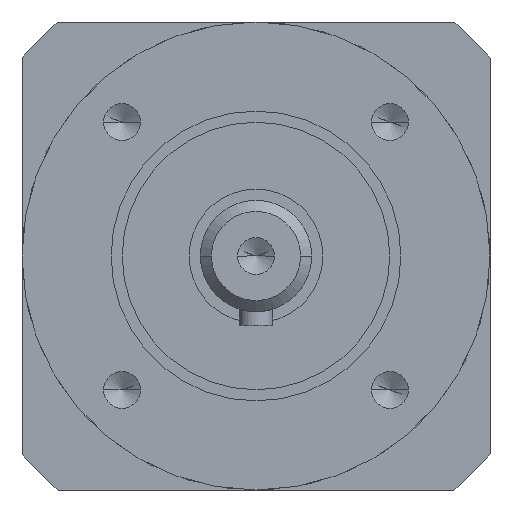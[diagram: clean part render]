
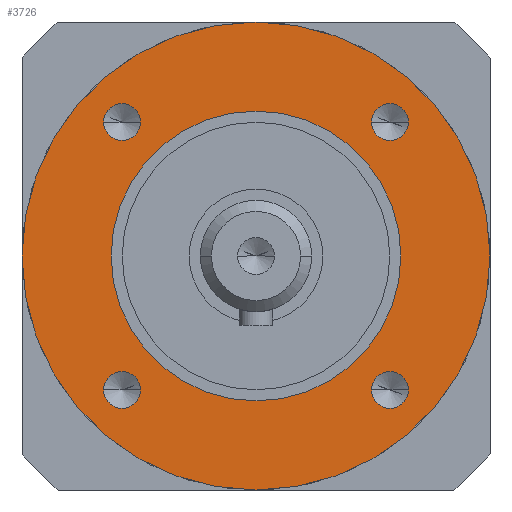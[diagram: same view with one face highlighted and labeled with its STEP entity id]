
A CAD part, left-side view. The second image highlights one B-rep face of the part: STEP entity #3726.
In plain terms, the highlighted planar face has unit normal (-1, 0, 0).
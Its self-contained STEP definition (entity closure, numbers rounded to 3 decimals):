
#33 = ORIENTED_EDGE ( 'NONE', *, *, #2498, .F. ) ;
#59 = CARTESIAN_POINT ( 'NONE',  ( 54.29, -12.021, -12.021 ) ) ;
#93 = EDGE_CURVE ( 'NONE', #5834, #974, #5873, .T. ) ;
#193 = EDGE_LOOP ( 'NONE', ( #850, #2278 ) ) ;
#238 = PLANE ( 'NONE',  #855 ) ;
#367 = VERTEX_POINT ( 'NONE', #2021 ) ;
#411 = ORIENTED_EDGE ( 'NONE', *, *, #5132, .F. ) ;
#473 = ORIENTED_EDGE ( 'NONE', *, *, #93, .F. ) ;
#513 = DIRECTION ( 'NONE',  ( 0., 1., 0. ) ) ;
#593 = DIRECTION ( 'NONE',  ( -1., 0., 0. ) ) ;
#645 = DIRECTION ( 'NONE',  ( -1., 0., 0. ) ) ;
#685 = ORIENTED_EDGE ( 'NONE', *, *, #3060, .F. ) ;
#762 = FACE_BOUND ( 'NONE', #4393, .T. ) ;
#782 = ORIENTED_EDGE ( 'NONE', *, *, #6901, .T. ) ;
#796 = DIRECTION ( 'NONE',  ( 0., 1., 0. ) ) ;
#850 = ORIENTED_EDGE ( 'NONE', *, *, #4480, .F. ) ;
#855 = AXIS2_PLACEMENT_3D ( 'NONE', #6264, #1364, #3558 ) ;
#890 = CARTESIAN_POINT ( 'NONE',  ( 54.29, 21., 0. ) ) ;
#969 = AXIS2_PLACEMENT_3D ( 'NONE', #6144, #1251, #3446 ) ;
#974 = VERTEX_POINT ( 'NONE', #3101 ) ;
#1009 = CARTESIAN_POINT ( 'NONE',  ( 54.29, -13.671, 12.021 ) ) ;
#1090 = DIRECTION ( 'NONE',  ( 0., 1., 0. ) ) ;
#1100 = VERTEX_POINT ( 'NONE', #4396 ) ;
#1251 = DIRECTION ( 'NONE',  ( -1., 0., 0. ) ) ;
#1261 = EDGE_CURVE ( 'NONE', #367, #4292, #5814, .T. ) ;
#1263 = VERTEX_POINT ( 'NONE', #2980 ) ;
#1278 = VERTEX_POINT ( 'NONE', #4629 ) ;
#1290 = FACE_OUTER_BOUND ( 'NONE', #2678, .T. ) ;
#1364 = DIRECTION ( 'NONE',  ( 1., 0., 0. ) ) ;
#1403 = EDGE_CURVE ( 'NONE', #1263, #6678, #6278, .T. ) ;
#1491 = DIRECTION ( 'NONE',  ( -1., 0., 0. ) ) ;
#1723 = EDGE_LOOP ( 'NONE', ( #2553, #2156 ) ) ;
#1734 = CIRCLE ( 'NONE', #5741, 1.65 ) ;
#1902 = DIRECTION ( 'NONE',  ( 0., 1., 0. ) ) ;
#1934 = CARTESIAN_POINT ( 'NONE',  ( 54.29, -10.371, -12.021 ) ) ;
#2021 = CARTESIAN_POINT ( 'NONE',  ( 54.29, 10.371, 12.021 ) ) ;
#2029 = CIRCLE ( 'NONE', #6029, 21. ) ;
#2126 = AXIS2_PLACEMENT_3D ( 'NONE', #4637, #6800, #1902 ) ;
#2156 = ORIENTED_EDGE ( 'NONE', *, *, #1261, .F. ) ;
#2225 = DIRECTION ( 'NONE',  ( -1., 0., 0. ) ) ;
#2239 = CIRCLE ( 'NONE', #6233, 1.65 ) ;
#2247 = CARTESIAN_POINT ( 'NONE',  ( 54.29, 0., 0. ) ) ;
#2278 = ORIENTED_EDGE ( 'NONE', *, *, #1403, .F. ) ;
#2280 = CARTESIAN_POINT ( 'NONE',  ( 54.29, -12.021, 12.021 ) ) ;
#2303 = VERTEX_POINT ( 'NONE', #890 ) ;
#2494 = CIRCLE ( 'NONE', #6477, 21. ) ;
#2498 = EDGE_CURVE ( 'NONE', #5244, #5331, #2239, .T. ) ;
#2532 = AXIS2_PLACEMENT_3D ( 'NONE', #5490, #593, #2782 ) ;
#2553 = ORIENTED_EDGE ( 'NONE', *, *, #5368, .F. ) ;
#2678 = EDGE_LOOP ( 'NONE', ( #2756, #782 ) ) ;
#2742 = AXIS2_PLACEMENT_3D ( 'NONE', #3516, #5695, #796 ) ;
#2756 = ORIENTED_EDGE ( 'NONE', *, *, #6765, .T. ) ;
#2782 = DIRECTION ( 'NONE',  ( 0., 1., 0. ) ) ;
#2830 = ORIENTED_EDGE ( 'NONE', *, *, #6419, .F. ) ;
#2836 = DIRECTION ( 'NONE',  ( 0., 1., 0. ) ) ;
#2951 = FACE_BOUND ( 'NONE', #193, .T. ) ;
#2955 = AXIS2_PLACEMENT_3D ( 'NONE', #2280, #4477, #6637 ) ;
#2980 = CARTESIAN_POINT ( 'NONE',  ( 54.29, -13.671, -12.021 ) ) ;
#3060 = EDGE_CURVE ( 'NONE', #1278, #5886, #5223, .T. ) ;
#3101 = CARTESIAN_POINT ( 'NONE',  ( 54.29, -13., 0. ) ) ;
#3197 = AXIS2_PLACEMENT_3D ( 'NONE', #3830, #5990, #1090 ) ;
#3237 = CARTESIAN_POINT ( 'NONE',  ( 54.29, 12.021, -12.021 ) ) ;
#3373 = CARTESIAN_POINT ( 'NONE',  ( 54.29, 10.371, -12.021 ) ) ;
#3446 = DIRECTION ( 'NONE',  ( 0., 1., 0. ) ) ;
#3490 = FACE_BOUND ( 'NONE', #5541, .T. ) ;
#3516 = CARTESIAN_POINT ( 'NONE',  ( 54.29, 12.021, 12.021 ) ) ;
#3558 = DIRECTION ( 'NONE',  ( 0., 0., -1. ) ) ;
#3688 = CIRCLE ( 'NONE', #4612, 13. ) ;
#3692 = DIRECTION ( 'NONE',  ( 0., 1., 0. ) ) ;
#3726 = ADVANCED_FACE ( 'NONE', ( #1290, #3490, #5665, #762, #2951, #5141 ), #238, .F. ) ;
#3830 = CARTESIAN_POINT ( 'NONE',  ( 54.29, -12.021, -12.021 ) ) ;
#3886 = AXIS2_PLACEMENT_3D ( 'NONE', #59, #2225, #4422 ) ;
#4292 = VERTEX_POINT ( 'NONE', #6806 ) ;
#4393 = EDGE_LOOP ( 'NONE', ( #685, #2830 ) ) ;
#4396 = CARTESIAN_POINT ( 'NONE',  ( 54.29, -21., 0. ) ) ;
#4422 = DIRECTION ( 'NONE',  ( 0., 1., 0. ) ) ;
#4445 = EDGE_LOOP ( 'NONE', ( #473, #6968 ) ) ;
#4451 = DIRECTION ( 'NONE',  ( -1., 0., 0. ) ) ;
#4477 = DIRECTION ( 'NONE',  ( -1., 0., 0. ) ) ;
#4480 = EDGE_CURVE ( 'NONE', #6678, #1263, #6937, .T. ) ;
#4612 = AXIS2_PLACEMENT_3D ( 'NONE', #5548, #645, #2836 ) ;
#4629 = CARTESIAN_POINT ( 'NONE',  ( 54.29, -10.371, 12.021 ) ) ;
#4637 = CARTESIAN_POINT ( 'NONE',  ( 54.29, -12.021, 12.021 ) ) ;
#4639 = CARTESIAN_POINT ( 'NONE',  ( 54.29, 13.671, -12.021 ) ) ;
#5028 = DIRECTION ( 'NONE',  ( -1., 0., 0. ) ) ;
#5131 = DIRECTION ( 'NONE',  ( 0., 1., 0. ) ) ;
#5132 = EDGE_CURVE ( 'NONE', #5331, #5244, #5623, .T. ) ;
#5141 = FACE_BOUND ( 'NONE', #4445, .T. ) ;
#5223 = CIRCLE ( 'NONE', #2126, 1.65 ) ;
#5244 = VERTEX_POINT ( 'NONE', #4639 ) ;
#5279 = CARTESIAN_POINT ( 'NONE',  ( 54.29, 13., 0. ) ) ;
#5331 = VERTEX_POINT ( 'NONE', #3373 ) ;
#5333 = EDGE_CURVE ( 'NONE', #974, #5834, #3688, .T. ) ;
#5368 = EDGE_CURVE ( 'NONE', #4292, #367, #1734, .T. ) ;
#5408 = DIRECTION ( 'NONE',  ( -1., 0., 0. ) ) ;
#5490 = CARTESIAN_POINT ( 'NONE',  ( 54.29, 12.021, -12.021 ) ) ;
#5541 = EDGE_LOOP ( 'NONE', ( #33, #411 ) ) ;
#5548 = CARTESIAN_POINT ( 'NONE',  ( 54.29, 0., 0. ) ) ;
#5623 = CIRCLE ( 'NONE', #2532, 1.65 ) ;
#5665 = FACE_BOUND ( 'NONE', #1723, .T. ) ;
#5695 = DIRECTION ( 'NONE',  ( -1., 0., 0. ) ) ;
#5741 = AXIS2_PLACEMENT_3D ( 'NONE', #6143, #5028, #5131 ) ;
#5814 = CIRCLE ( 'NONE', #2742, 1.65 ) ;
#5834 = VERTEX_POINT ( 'NONE', #5279 ) ;
#5873 = CIRCLE ( 'NONE', #969, 13. ) ;
#5886 = VERTEX_POINT ( 'NONE', #1009 ) ;
#5990 = DIRECTION ( 'NONE',  ( -1., 0., 0. ) ) ;
#6018 = CIRCLE ( 'NONE', #2955, 1.65 ) ;
#6029 = AXIS2_PLACEMENT_3D ( 'NONE', #2247, #4451, #6610 ) ;
#6143 = CARTESIAN_POINT ( 'NONE',  ( 54.29, 12.021, 12.021 ) ) ;
#6144 = CARTESIAN_POINT ( 'NONE',  ( 54.29, 0., 0. ) ) ;
#6233 = AXIS2_PLACEMENT_3D ( 'NONE', #3237, #5408, #513 ) ;
#6264 = CARTESIAN_POINT ( 'NONE',  ( 54.29, -13., 0. ) ) ;
#6278 = CIRCLE ( 'NONE', #3197, 1.65 ) ;
#6395 = CARTESIAN_POINT ( 'NONE',  ( 54.29, 0., 0. ) ) ;
#6419 = EDGE_CURVE ( 'NONE', #5886, #1278, #6018, .T. ) ;
#6477 = AXIS2_PLACEMENT_3D ( 'NONE', #6395, #1491, #3692 ) ;
#6610 = DIRECTION ( 'NONE',  ( 0., 1., 0. ) ) ;
#6637 = DIRECTION ( 'NONE',  ( 0., 1., 0. ) ) ;
#6678 = VERTEX_POINT ( 'NONE', #1934 ) ;
#6765 = EDGE_CURVE ( 'NONE', #2303, #1100, #2494, .T. ) ;
#6800 = DIRECTION ( 'NONE',  ( -1., 0., 0. ) ) ;
#6806 = CARTESIAN_POINT ( 'NONE',  ( 54.29, 13.671, 12.021 ) ) ;
#6901 = EDGE_CURVE ( 'NONE', #1100, #2303, #2029, .T. ) ;
#6937 = CIRCLE ( 'NONE', #3886, 1.65 ) ;
#6968 = ORIENTED_EDGE ( 'NONE', *, *, #5333, .F. ) ;
